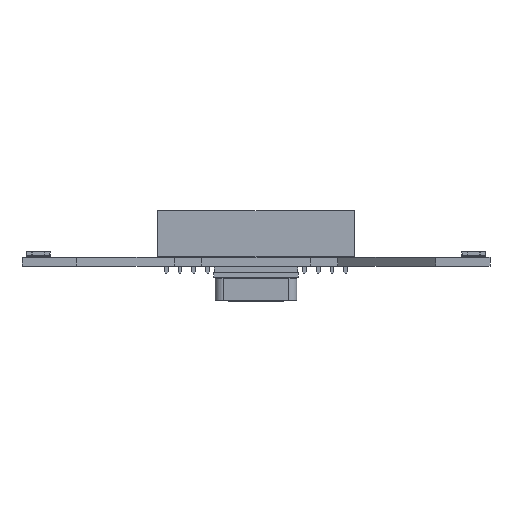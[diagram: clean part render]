
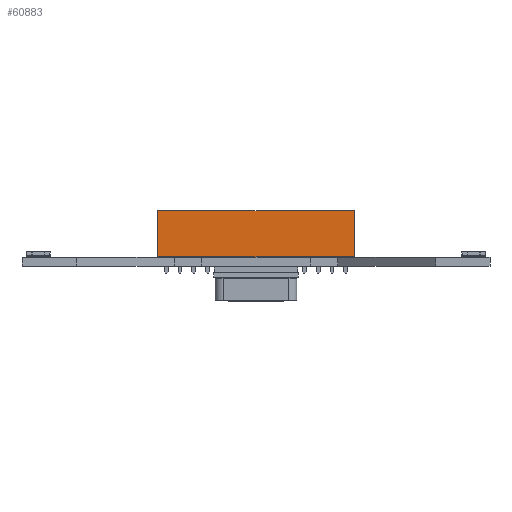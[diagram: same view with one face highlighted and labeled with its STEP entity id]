
A CAD part, left-side view. The second image highlights one B-rep face of the part: STEP entity #60883.
In plain terms, the highlighted face is planar.
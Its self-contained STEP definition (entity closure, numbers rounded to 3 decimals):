
#48933 = PLANE('',#48934);
#48934 = AXIS2_PLACEMENT_3D('',#48935,#48936,#48937);
#48935 = CARTESIAN_POINT('',(18.03,-1.25,4.25));
#48936 = DIRECTION('',(0.,0.,-1.));
#48937 = DIRECTION('',(-1.,0.,0.));
#50875 = VERTEX_POINT('',#50876);
#50876 = CARTESIAN_POINT('',(18.03,-1.25,4.25));
#50892 = PLANE('',#50893);
#50893 = AXIS2_PLACEMENT_3D('',#50894,#50895,#50896);
#50894 = CARTESIAN_POINT('',(18.03,-1.25,-4.25));
#50895 = DIRECTION('',(-1.,0.,0.));
#50896 = DIRECTION('',(0.,0.,1.));
#50904 = EDGE_CURVE('',#50875,#50905,#50907,.T.);
#50905 = VERTEX_POINT('',#50906);
#50906 = CARTESIAN_POINT('',(-18.03,-1.25,4.25));
#50907 = SURFACE_CURVE('',#50908,(#50912,#50919),.PCURVE_S1.);
#50908 = LINE('',#50909,#50910);
#50909 = CARTESIAN_POINT('',(18.03,-1.25,4.25));
#50910 = VECTOR('',#50911,1.);
#50911 = DIRECTION('',(-1.,0.,0.));
#50912 = PCURVE('',#48933,#50913);
#50913 = DEFINITIONAL_REPRESENTATION('',(#50914),#50918);
#50914 = LINE('',#50915,#50916);
#50915 = CARTESIAN_POINT('',(0.,0.));
#50916 = VECTOR('',#50917,1.);
#50917 = DIRECTION('',(1.,0.));
#50918 = ( GEOMETRIC_REPRESENTATION_CONTEXT(2) 
PARAMETRIC_REPRESENTATION_CONTEXT() REPRESENTATION_CONTEXT('2D SPACE',''
  ) );
#50919 = PCURVE('',#50920,#50925);
#50920 = PLANE('',#50921);
#50921 = AXIS2_PLACEMENT_3D('',#50922,#50923,#50924);
#50922 = CARTESIAN_POINT('',(0.,-1.25,0.));
#50923 = DIRECTION('',(0.,-1.,0.));
#50924 = DIRECTION('',(0.,0.,-1.));
#50925 = DEFINITIONAL_REPRESENTATION('',(#50926),#50930);
#50926 = LINE('',#50927,#50928);
#50927 = CARTESIAN_POINT('',(-4.25,18.03));
#50928 = VECTOR('',#50929,1.);
#50929 = DIRECTION('',(0.,-1.));
#50930 = ( GEOMETRIC_REPRESENTATION_CONTEXT(2) 
PARAMETRIC_REPRESENTATION_CONTEXT() REPRESENTATION_CONTEXT('2D SPACE',''
  ) );
#50948 = PLANE('',#50949);
#50949 = AXIS2_PLACEMENT_3D('',#50950,#50951,#50952);
#50950 = CARTESIAN_POINT('',(-18.03,-1.25,4.25));
#50951 = DIRECTION('',(1.,0.,0.));
#50952 = DIRECTION('',(0.,0.,-1.));
#60383 = EDGE_CURVE('',#50905,#60384,#60386,.T.);
#60384 = VERTEX_POINT('',#60385);
#60385 = CARTESIAN_POINT('',(-18.03,-1.25,-4.25));
#60386 = SURFACE_CURVE('',#60387,(#60391,#60398),.PCURVE_S1.);
#60387 = LINE('',#60388,#60389);
#60388 = CARTESIAN_POINT('',(-18.03,-1.25,4.25));
#60389 = VECTOR('',#60390,1.);
#60390 = DIRECTION('',(0.,0.,-1.));
#60391 = PCURVE('',#50948,#60392);
#60392 = DEFINITIONAL_REPRESENTATION('',(#60393),#60397);
#60393 = LINE('',#60394,#60395);
#60394 = CARTESIAN_POINT('',(0.,0.));
#60395 = VECTOR('',#60396,1.);
#60396 = DIRECTION('',(1.,0.));
#60397 = ( GEOMETRIC_REPRESENTATION_CONTEXT(2) 
PARAMETRIC_REPRESENTATION_CONTEXT() REPRESENTATION_CONTEXT('2D SPACE',''
  ) );
#60398 = PCURVE('',#50920,#60399);
#60399 = DEFINITIONAL_REPRESENTATION('',(#60400),#60404);
#60400 = LINE('',#60401,#60402);
#60401 = CARTESIAN_POINT('',(-4.25,-18.03));
#60402 = VECTOR('',#60403,1.);
#60403 = DIRECTION('',(1.,0.));
#60404 = ( GEOMETRIC_REPRESENTATION_CONTEXT(2) 
PARAMETRIC_REPRESENTATION_CONTEXT() REPRESENTATION_CONTEXT('2D SPACE',''
  ) );
#60422 = PLANE('',#60423);
#60423 = AXIS2_PLACEMENT_3D('',#60424,#60425,#60426);
#60424 = CARTESIAN_POINT('',(-18.03,-1.25,-4.25));
#60425 = DIRECTION('',(0.,0.,1.));
#60426 = DIRECTION('',(1.,0.,0.));
#60883 = ADVANCED_FACE('',(#60884),#50920,.T.);
#60884 = FACE_BOUND('',#60885,.T.);
#60885 = EDGE_LOOP('',(#60886,#60887,#60888,#60911));
#60886 = ORIENTED_EDGE('',*,*,#50904,.T.);
#60887 = ORIENTED_EDGE('',*,*,#60383,.T.);
#60888 = ORIENTED_EDGE('',*,*,#60889,.T.);
#60889 = EDGE_CURVE('',#60384,#60890,#60892,.T.);
#60890 = VERTEX_POINT('',#60891);
#60891 = CARTESIAN_POINT('',(18.03,-1.25,-4.25));
#60892 = SURFACE_CURVE('',#60893,(#60897,#60904),.PCURVE_S1.);
#60893 = LINE('',#60894,#60895);
#60894 = CARTESIAN_POINT('',(-18.03,-1.25,-4.25));
#60895 = VECTOR('',#60896,1.);
#60896 = DIRECTION('',(1.,0.,0.));
#60897 = PCURVE('',#50920,#60898);
#60898 = DEFINITIONAL_REPRESENTATION('',(#60899),#60903);
#60899 = LINE('',#60900,#60901);
#60900 = CARTESIAN_POINT('',(4.25,-18.03));
#60901 = VECTOR('',#60902,1.);
#60902 = DIRECTION('',(0.,1.));
#60903 = ( GEOMETRIC_REPRESENTATION_CONTEXT(2) 
PARAMETRIC_REPRESENTATION_CONTEXT() REPRESENTATION_CONTEXT('2D SPACE',''
  ) );
#60904 = PCURVE('',#60422,#60905);
#60905 = DEFINITIONAL_REPRESENTATION('',(#60906),#60910);
#60906 = LINE('',#60907,#60908);
#60907 = CARTESIAN_POINT('',(0.,0.));
#60908 = VECTOR('',#60909,1.);
#60909 = DIRECTION('',(1.,0.));
#60910 = ( GEOMETRIC_REPRESENTATION_CONTEXT(2) 
PARAMETRIC_REPRESENTATION_CONTEXT() REPRESENTATION_CONTEXT('2D SPACE',''
  ) );
#60911 = ORIENTED_EDGE('',*,*,#60912,.T.);
#60912 = EDGE_CURVE('',#60890,#50875,#60913,.T.);
#60913 = SURFACE_CURVE('',#60914,(#60918,#60925),.PCURVE_S1.);
#60914 = LINE('',#60915,#60916);
#60915 = CARTESIAN_POINT('',(18.03,-1.25,-4.25));
#60916 = VECTOR('',#60917,1.);
#60917 = DIRECTION('',(0.,0.,1.));
#60918 = PCURVE('',#50920,#60919);
#60919 = DEFINITIONAL_REPRESENTATION('',(#60920),#60924);
#60920 = LINE('',#60921,#60922);
#60921 = CARTESIAN_POINT('',(4.25,18.03));
#60922 = VECTOR('',#60923,1.);
#60923 = DIRECTION('',(-1.,0.));
#60924 = ( GEOMETRIC_REPRESENTATION_CONTEXT(2) 
PARAMETRIC_REPRESENTATION_CONTEXT() REPRESENTATION_CONTEXT('2D SPACE',''
  ) );
#60925 = PCURVE('',#50892,#60926);
#60926 = DEFINITIONAL_REPRESENTATION('',(#60927),#60931);
#60927 = LINE('',#60928,#60929);
#60928 = CARTESIAN_POINT('',(0.,0.));
#60929 = VECTOR('',#60930,1.);
#60930 = DIRECTION('',(1.,0.));
#60931 = ( GEOMETRIC_REPRESENTATION_CONTEXT(2) 
PARAMETRIC_REPRESENTATION_CONTEXT() REPRESENTATION_CONTEXT('2D SPACE',''
  ) );
